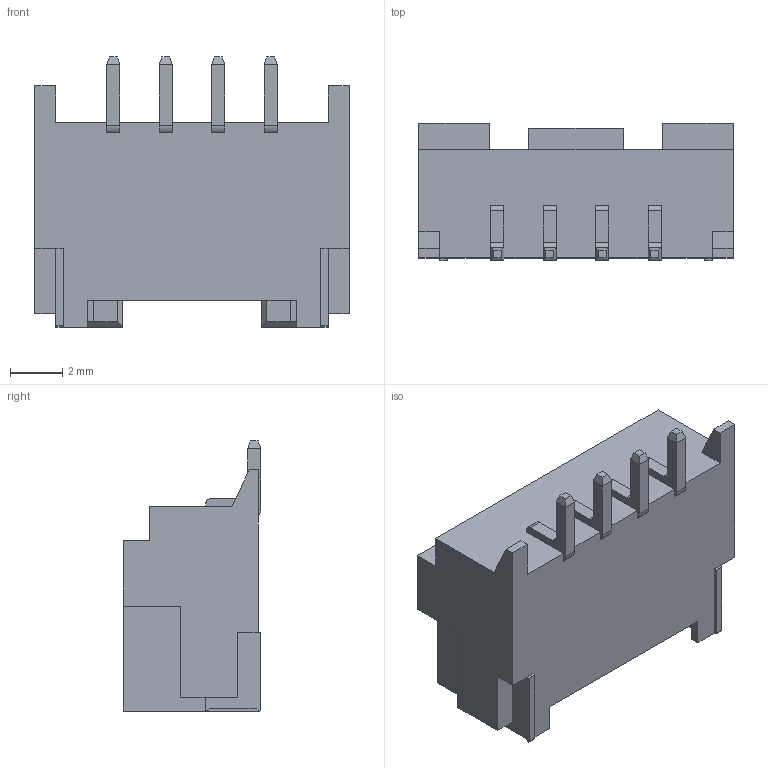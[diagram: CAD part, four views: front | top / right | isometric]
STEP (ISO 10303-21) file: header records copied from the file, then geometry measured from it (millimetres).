
FILE_DESCRIPTION((''),'2;1');
FILE_NAME('FWF20019-4P','2022-01-24T',('gongcheng6'),(''),'PRO/ENGINEER BY PARAMETRIC TECHNOLOGY CORPORATION, 2010280','PRO/ENGINEER BY PARAMETRIC TECHNOLOGY CORPORATION, 2010280','');
FILE_SCHEMA(('CONFIG_CONTROL_DESIGN'));
Length unit declared in the file: millimetre
Products named in the file (1): FWF20019-4P
Bounding box: 12 x 5.25 x 10.3 mm (x, y, z)
Volume: 238.3 mm3; surface area: 569.5 mm2
Topology: 1 solids, 1 shells, 191 faces, 505 edges, 320 vertices
Faces by surface type: plane 167, cylinder 24
Entity records: 5805 total; most frequent: CARTESIAN_POINT 1016, ORIENTED_EDGE 1010, DIRECTION 935, EDGE_CURVE 505, VECTOR 457, LINE 457, VERTEX_POINT 320, AXIS2_PLACEMENT_3D 239
